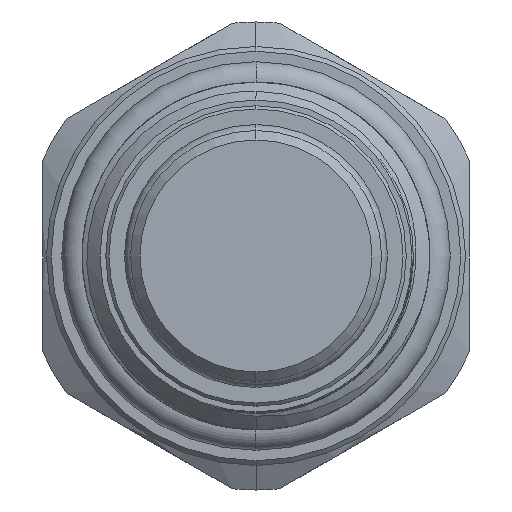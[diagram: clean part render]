
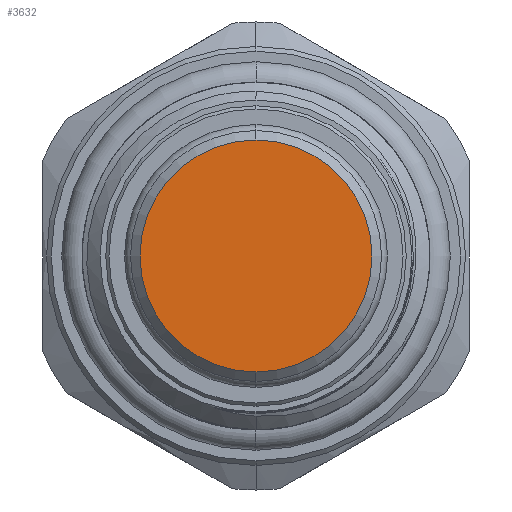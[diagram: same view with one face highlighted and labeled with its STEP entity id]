
A CAD part, left-side view. The second image highlights one B-rep face of the part: STEP entity #3632.
In plain terms, the highlighted planar face has unit normal (-1, 0, 0).
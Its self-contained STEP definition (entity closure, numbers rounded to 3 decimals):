
#640 = AXIS2_PLACEMENT_3D ( 'NONE', #6977, #6978, #6979 ) ;
#2117 = CIRCLE ( 'NONE', #16266, 7.335 ) ;
#3632 = ADVANCED_FACE ( 'NONE', ( #10038 ), #34170, .F. ) ;
#6100 = CARTESIAN_POINT ( 'NONE',  ( -21.05, 0., 0. ) ) ;
#6101 = DIRECTION ( 'NONE',  ( 1., 0., 0. ) ) ;
#6103 = DIRECTION ( 'NONE',  ( 0., 0., -1. ) ) ;
#6977 = CARTESIAN_POINT ( 'NONE',  ( -21.05, 0., 0. ) ) ;
#6978 = DIRECTION ( 'NONE',  ( 1., 0., 0. ) ) ;
#6979 = DIRECTION ( 'NONE',  ( 0., 0., -1. ) ) ;
#8727 = AXIS2_PLACEMENT_3D ( 'NONE', #34080, #34247, #34239 ) ;
#9162 = VERTEX_POINT ( 'NONE', #20333 ) ;
#9196 = VERTEX_POINT ( 'NONE', #20397 ) ;
#10038 = FACE_OUTER_BOUND ( 'NONE', #16320, .T. ) ;
#14956 = CIRCLE ( 'NONE', #640, 7.335 ) ;
#16266 = AXIS2_PLACEMENT_3D ( 'NONE', #6100, #6101, #6103 ) ;
#16320 = EDGE_LOOP ( 'NONE', ( #32079, #32177 ) ) ;
#16653 = EDGE_CURVE ( 'NONE', #9196, #9162, #14956, .T. ) ;
#18136 = EDGE_CURVE ( 'NONE', #9162, #9196, #2117, .T. ) ;
#20333 = CARTESIAN_POINT ( 'NONE',  ( -21.05, 0., -7.335 ) ) ;
#20397 = CARTESIAN_POINT ( 'NONE',  ( -21.05, 0., 7.335 ) ) ;
#32079 = ORIENTED_EDGE ( 'NONE', *, *, #18136, .F. ) ;
#32177 = ORIENTED_EDGE ( 'NONE', *, *, #16653, .F. ) ;
#34080 = CARTESIAN_POINT ( 'NONE',  ( -21.05, 7.335, 0. ) ) ;
#34170 = PLANE ( 'NONE',  #8727 ) ;
#34239 = DIRECTION ( 'NONE',  ( 0., 0., -1. ) ) ;
#34247 = DIRECTION ( 'NONE',  ( 1., 0., 0. ) ) ;
